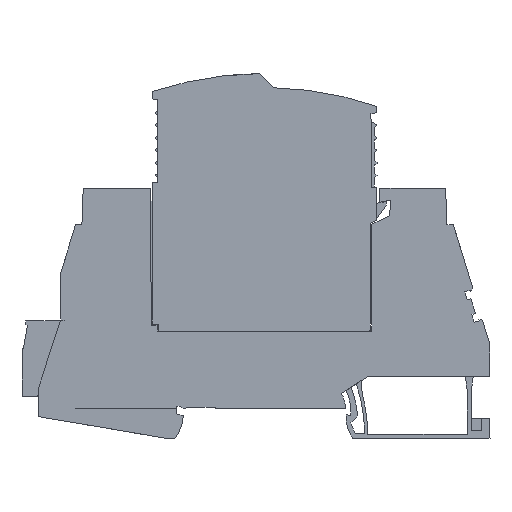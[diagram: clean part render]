
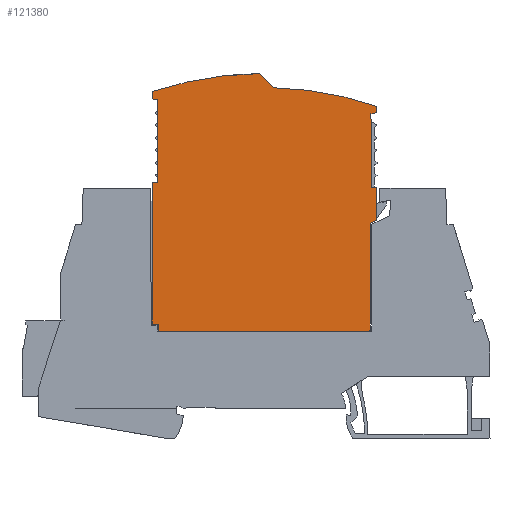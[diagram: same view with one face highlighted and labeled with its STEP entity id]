
A CAD part, left-side view. The second image highlights one B-rep face of the part: STEP entity #121380.
In plain terms, the highlighted face is planar.
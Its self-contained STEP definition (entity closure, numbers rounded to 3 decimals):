
#6850=CARTESIAN_POINT('',(91.754,81.382,
-33.597));
#6860=VERTEX_POINT('',#6850);
#6890=CARTESIAN_POINT('',(69.354,16.119,
-33.597));
#6900=DIRECTION('',(0.,0.,1.));
#6910=DIRECTION('',(1.,0.,0.));
#6920=AXIS2_PLACEMENT_3D('',#6890,#6900,#6910);
#6930=CIRCLE('',#6920,69.);
#6940=CARTESIAN_POINT('',(71.09,85.097,
-33.597));
#6950=VERTEX_POINT('',#6940);
#6960=EDGE_CURVE('',#6860,#6950,#6930,.T.);
#7740=CARTESIAN_POINT('',(90.687,65.267,
-33.597));
#7750=VERTEX_POINT('',#7740);
#7780=CARTESIAN_POINT('',(90.993,15.06,-33.597))
;
#7790=DIRECTION('',(-0.006,1.,
0.));
#7800=VECTOR('',#7790,1.);
#7810=LINE('',#7780,#7800);
#7820=CARTESIAN_POINT('',(90.597,79.886,
-33.597));
#7830=VERTEX_POINT('',#7820);
#7840=EDGE_CURVE('',#7750,#7830,#7810,.T.);
#16260=CARTESIAN_POINT('',(46.954,82.845,
-33.597));
#16270=VERTEX_POINT('',#16260);
#16320=CARTESIAN_POINT('',(89.463,81.91,-33.597))
;
#16330=DIRECTION('',(-1.,0.022,
0.));
#16340=VECTOR('',#16330,1.);
#16350=LINE('',#16320,#16340);
#16360=CARTESIAN_POINT('',(48.113,82.819,
-33.597));
#16370=VERTEX_POINT('',#16360);
#16380=EDGE_CURVE('',#16370,#16270,#16350,.T.);
#27200=CARTESIAN_POINT('',(90.453,-0.299,
-33.597));
#27210=DIRECTION('',(0.,1.,0.));
#27220=VECTOR('',#27210,1.);
#27230=LINE('',#27200,#27220);
#27240=CARTESIAN_POINT('',(90.453,36.756,
-33.597));
#27250=VERTEX_POINT('',#27240);
#27260=CARTESIAN_POINT('',(90.453,58.039,
-33.597));
#27270=VERTEX_POINT('',#27260);
#27280=EDGE_CURVE('',#27250,#27270,#27230,.T.);
#85060=CARTESIAN_POINT('',(48.253,37.956,
-33.597));
#85070=VERTEX_POINT('',#85060);
#85100=CARTESIAN_POINT('',(48.253,15.06,-33.597)
);
#85110=DIRECTION('',(0.,1.,0.));
#85120=VECTOR('',#85110,1.);
#85130=LINE('',#85100,#85120);
#85140=CARTESIAN_POINT('',(48.253,36.556,
-33.597));
#85150=VERTEX_POINT('',#85140);
#85160=EDGE_CURVE('',#85150,#85070,#85130,.T.);
#87950=CARTESIAN_POINT('',(69.354,16.119,
-33.597));
#87960=DIRECTION('',(0.,0.,1.));
#87970=DIRECTION('',(-0.018,1.,
0.));
#87980=AXIS2_PLACEMENT_3D('',#87950,#87960,#87970);
#87990=CIRCLE('',#87980,71.8);
#88000=CARTESIAN_POINT('',(68.276,87.911,
-33.597));
#88010=VERTEX_POINT('',#88000);
#88020=CARTESIAN_POINT('',(46.954,84.335,
-33.597));
#88030=VERTEX_POINT('',#88020);
#88040=EDGE_CURVE('',#88010,#88030,#87990,.T.);
#91750=CARTESIAN_POINT('',(46.954,15.06,-33.597)
);
#91760=DIRECTION('',(0.,-1.,0.));
#91770=VECTOR('',#91760,1.);
#91780=LINE('',#91750,#91770);
#91790=EDGE_CURVE('',#88030,#16270,#91780,.T.);
#100770=CARTESIAN_POINT('',(47.737,-0.298,
-33.597));
#100780=DIRECTION('',(-0.005,-1.,
0.));
#100790=VECTOR('',#100780,1.);
#100800=LINE('',#100770,#100790);
#100810=CARTESIAN_POINT('',(48.038,66.267,
-33.597));
#100820=VERTEX_POINT('',#100810);
#100830=EDGE_CURVE('',#16370,#100820,#100800,.T.);
#118260=CARTESIAN_POINT('',(-0.303,15.719,
-33.597));
#118270=DIRECTION('',(-0.906,-0.423,
0.));
#118280=VECTOR('',#118270,1.);
#118290=LINE('',#118260,#118280);
#118300=CARTESIAN_POINT('',(91.753,58.646,
-33.597));
#118310=VERTEX_POINT('',#118300);
#118320=EDGE_CURVE('',#118310,#27270,#118290,.T.);
#119680=CARTESIAN_POINT('',(89.463,36.556,-33.597)
);
#119690=DIRECTION('',(-1.,0.,0.));
#119700=VECTOR('',#119690,1.);
#119710=LINE('',#119680,#119700);
#119720=CARTESIAN_POINT('',(90.253,36.556,
-33.597));
#119730=VERTEX_POINT('',#119720);
#119740=EDGE_CURVE('',#119730,#85150,#119710,.T.);
#120340=CARTESIAN_POINT('',(69.353,59.098,
-33.597));
#120350=DIRECTION('',(0.,0.,1.));
#120360=DIRECTION('',(1.,0.,0.));
#120370=AXIS2_PLACEMENT_3D('',#120340,#120350,#120360);
#120380=PLANE('',#120370);
#120390=ORIENTED_EDGE('',*,*,#88040,.T.);
#120400=CARTESIAN_POINT('',(-0.246,156.433,
-33.597));
#120410=DIRECTION('',(-0.707,0.707,
0.));
#120420=VECTOR('',#120410,1.);
#120430=LINE('',#120400,#120420);
#120440=EDGE_CURVE('',#6950,#88010,#120430,.T.);
#120450=ORIENTED_EDGE('',*,*,#120440,.T.);
#120460=ORIENTED_EDGE('',*,*,#6960,.T.);
#120470=CARTESIAN_POINT('',(91.754,15.06,-33.597)
);
#120480=DIRECTION('',(0.,1.,0.));
#120490=VECTOR('',#120480,1.);
#120500=LINE('',#120470,#120490);
#120510=CARTESIAN_POINT('',(91.754,80.11,
-33.597));
#120520=VERTEX_POINT('',#120510);
#120530=EDGE_CURVE('',#120520,#6860,#120500,.T.);
#120540=ORIENTED_EDGE('',*,*,#120530,.T.);
#120550=CARTESIAN_POINT('',(91.282,80.019,
-33.597));
#120560=CARTESIAN_POINT('',(91.293,80.021,
-33.597));
#120570=CARTESIAN_POINT('',(91.304,80.023,
-33.597));
#120580=CARTESIAN_POINT('',(91.316,80.025,
-33.597));
#120590=CARTESIAN_POINT('',(91.327,80.027,
-33.597));
#120600=CARTESIAN_POINT('',(91.338,80.029,
-33.597));
#120610=CARTESIAN_POINT('',(91.84,80.127,
-33.597));
#120620=CARTESIAN_POINT('',(92.331,80.222,
-33.597));
#120630=CARTESIAN_POINT('',(92.821,80.318,
-33.597));
#120640=B_SPLINE_CURVE_WITH_KNOTS('',3,(#120550,#120560,#120570,#120580,
#120590,#120600,#120610,#120620,#120630),.UNSPECIFIED.,.F.,.F.,(4,3,2,4)
,(0.,0.034,0.069,1.583),.UNSPECIFIED.)
;
#120650=CARTESIAN_POINT('',(91.282,80.019,
-33.597));
#120660=VERTEX_POINT('',#120650);
#120670=EDGE_CURVE('',#120660,#120520,#120640,.T.);
#120680=ORIENTED_EDGE('',*,*,#120670,.T.);
#120690=CARTESIAN_POINT('',(74.09,76.677,
-33.597));
#120700=CARTESIAN_POINT('',(79.82,77.791,
-33.597));
#120710=CARTESIAN_POINT('',(85.551,78.905,
-33.597));
#120720=CARTESIAN_POINT('',(91.293,80.021,
-33.597));
#120730=CARTESIAN_POINT('',(91.304,80.023,
-33.597));
#120740=CARTESIAN_POINT('',(91.316,80.025,
-33.597));
#120750=CARTESIAN_POINT('',(91.327,80.027,
-33.597));
#120760=CARTESIAN_POINT('',(91.338,80.029,
-33.597));
#120770=CARTESIAN_POINT('',(91.84,80.127,
-33.597));
#120780=CARTESIAN_POINT('',(92.331,80.222,
-33.597));
#120790=CARTESIAN_POINT('',(98.552,81.432,
-33.597));
#120800=CARTESIAN_POINT('',(104.283,82.546,
-33.597));
#120810=CARTESIAN_POINT('',(110.013,83.66,
-33.597));
#120820=B_SPLINE_CURVE_WITH_KNOTS('',3,(#120690,#120700,#120710,#120720,
#120730,#120740,#120750,#120760,#120770,#120780,#120790,#120800,#120810)
,.UNSPECIFIED.,.F.,.F.,(4,2,3,2,2,4),(-17.476,0.,
0.034,0.069,1.583,19.264),
.UNSPECIFIED.);
#120830=EDGE_CURVE('',#7830,#120660,#120820,.T.);
#120840=ORIENTED_EDGE('',*,*,#120830,.T.);
#120850=ORIENTED_EDGE('',*,*,#7840,.T.);
#120860=CARTESIAN_POINT('',(89.463,65.267,-33.597)
);
#120870=DIRECTION('',(1.,0.,0.));
#120880=VECTOR('',#120870,1.);
#120890=LINE('',#120860,#120880);
#120900=CARTESIAN_POINT('',(91.753,65.267,
-33.597));
#120910=VERTEX_POINT('',#120900);
#120920=EDGE_CURVE('',#7750,#120910,#120890,.T.);
#120930=ORIENTED_EDGE('',*,*,#120920,.F.);
#120940=CARTESIAN_POINT('',(91.753,15.06,-33.597
));
#120950=DIRECTION('',(0.,1.,0.));
#120960=VECTOR('',#120950,1.);
#120970=LINE('',#120940,#120960);
#120980=EDGE_CURVE('',#118310,#120910,#120970,.T.);
#120990=ORIENTED_EDGE('',*,*,#120980,.T.);
#121000=ORIENTED_EDGE('',*,*,#118320,.F.);
#121010=ORIENTED_EDGE('',*,*,#27280,.T.);
#121020=CARTESIAN_POINT('',(90.253,36.756,
-33.597));
#121030=DIRECTION('',(0.,0.,1.));
#121040=DIRECTION('',(1.,0.,0.));
#121050=AXIS2_PLACEMENT_3D('',#121020,#121030,#121040);
#121060=CIRCLE('',#121050,0.2);
#121070=EDGE_CURVE('',#119730,#27250,#121060,.T.);
#121080=ORIENTED_EDGE('',*,*,#121070,.T.);
#121090=ORIENTED_EDGE('',*,*,#119740,.F.);
#121100=ORIENTED_EDGE('',*,*,#85160,.F.);
#121110=CARTESIAN_POINT('',(89.463,37.956,-33.597)
);
#121120=DIRECTION('',(1.,0.,0.));
#121130=VECTOR('',#121120,1.);
#121140=LINE('',#121110,#121130);
#121150=CARTESIAN_POINT('',(46.953,37.956,
-33.597));
#121160=VERTEX_POINT('',#121150);
#121170=EDGE_CURVE('',#121160,#85070,#121140,.T.);
#121180=ORIENTED_EDGE('',*,*,#121170,.T.);
#121190=CARTESIAN_POINT('',(46.953,-0.299,
-33.597));
#121200=DIRECTION('',(0.,-1.,0.));
#121210=VECTOR('',#121200,1.);
#121220=LINE('',#121190,#121210);
#121230=CARTESIAN_POINT('',(46.953,66.267,
-33.597));
#121240=VERTEX_POINT('',#121230);
#121250=EDGE_CURVE('',#121240,#121160,#121220,.T.);
#121260=ORIENTED_EDGE('',*,*,#121250,.T.);
#121270=CARTESIAN_POINT('',(47.662,66.267,
-33.597));
#121280=DIRECTION('',(1.,0.,0.));
#121290=VECTOR('',#121280,1.);
#121300=LINE('',#121270,#121290);
#121310=EDGE_CURVE('',#121240,#100820,#121300,.T.);
#121320=ORIENTED_EDGE('',*,*,#121310,.F.);
#121330=ORIENTED_EDGE('',*,*,#100830,.T.);
#121340=ORIENTED_EDGE('',*,*,#16380,.F.);
#121350=ORIENTED_EDGE('',*,*,#91790,.T.);
#121360=EDGE_LOOP('',(#121350,#121340,#121330,#121320,#121260,#121180,
#121100,#121090,#121080,#121010,#121000,#120990,#120930,#120850,#120840,
#120680,#120540,#120460,#120450,#120390));
#121370=FACE_OUTER_BOUND('',#121360,.T.);
#121380=ADVANCED_FACE('',(#121370),#120380,.T.);
